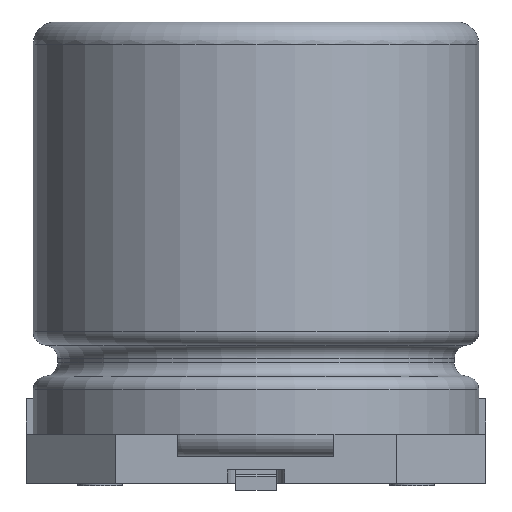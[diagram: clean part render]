
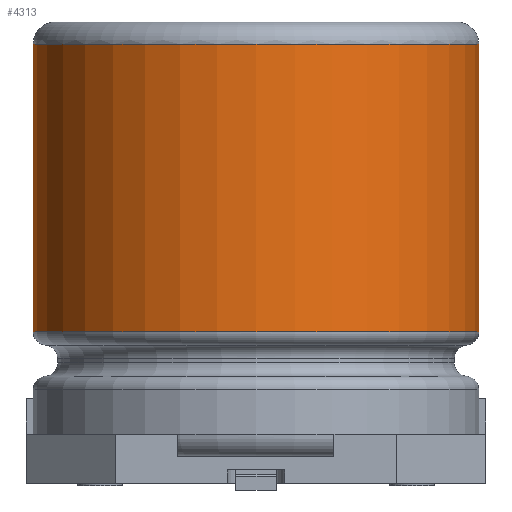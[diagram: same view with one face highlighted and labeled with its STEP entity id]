
A CAD part, left-side view. The second image highlights one B-rep face of the part: STEP entity #4313.
In plain terms, the highlighted cylindrical face has radius 5 mm (diameter 10 mm), a full revolution.
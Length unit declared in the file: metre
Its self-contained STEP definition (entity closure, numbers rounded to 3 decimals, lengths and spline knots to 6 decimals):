
#2069=ORIENTED_EDGE('',*,*,#2909,.T.);
#2070=ORIENTED_EDGE('',*,*,#2910,.T.);
#2909=EDGE_CURVE('',#3354,#3354,#3443,.T.);
#2910=EDGE_CURVE('',#3355,#3355,#3444,.T.);
#3354=VERTEX_POINT('',#8764);
#3355=VERTEX_POINT('',#8767);
#3443=CIRCLE('',#6060,0.005);
#3444=CIRCLE('',#6062,0.005);
#3697=EDGE_LOOP('',(#2069));
#3698=EDGE_LOOP('',(#2070));
#4003=FACE_BOUND('',#3697,.T.);
#4004=FACE_BOUND('',#3698,.T.);
#4109=CYLINDRICAL_SURFACE('',#6061,0.005);
#4313=ADVANCED_FACE('',(#4003,#4004),#4109,.T.);
#6060=AXIS2_PLACEMENT_3D('',#8763,#7075,#7076);
#6061=AXIS2_PLACEMENT_3D('',#8765,#7077,#7078);
#6062=AXIS2_PLACEMENT_3D('',#8766,#7079,#7080);
#7075=DIRECTION('',(0.,0.,1.));
#7076=DIRECTION('',(0.,-1.,0.));
#7077=DIRECTION('',(0.,0.,1.));
#7078=DIRECTION('',(0.,-1.,0.));
#7079=DIRECTION('',(0.,0.,-1.));
#7080=DIRECTION('',(0.,1.,0.));
#8763=CARTESIAN_POINT('',(0.,0.,0.0034));
#8764=CARTESIAN_POINT('',(0.,-0.005,0.0034));
#8765=CARTESIAN_POINT('',(0.,0.,0.0105));
#8766=CARTESIAN_POINT('',(0.,0.,0.00985));
#8767=CARTESIAN_POINT('',(0.,0.005,0.00985));
